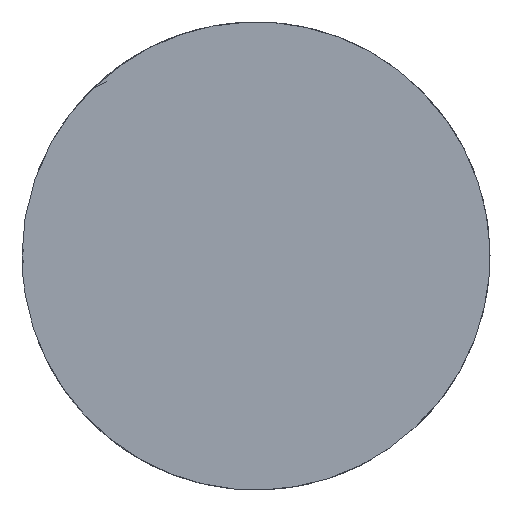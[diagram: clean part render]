
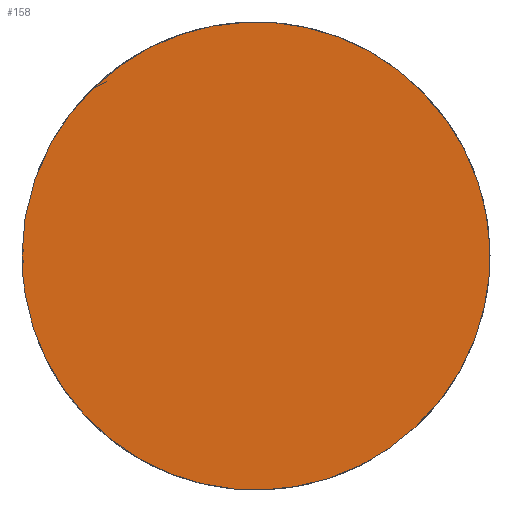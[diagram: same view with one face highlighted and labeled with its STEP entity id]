
A CAD part, left-side view. The second image highlights one B-rep face of the part: STEP entity #158.
In plain terms, the highlighted free-form (B-spline) face has degree [1, 1] with [2, 2] control points.
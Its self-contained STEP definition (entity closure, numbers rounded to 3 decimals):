
#87 = CARTESIAN_POINT ('', (-72., 5., 0.));
#88 = VERTEX_POINT ('', #87);
#96 = CARTESIAN_POINT ('', (-72., 5., 0.));
#97 = CARTESIAN_POINT ('', (-72., 5., 5.));
#98 = CARTESIAN_POINT ('', (-72., 0., 5.));
#99 = CARTESIAN_POINT ('', (-72., -5., 5.));
#100 = CARTESIAN_POINT ('', (-72., -5., 0.));
#101 = CARTESIAN_POINT ('', (-72., -5., -5.));
#102 = CARTESIAN_POINT ('', (-72., 0., -5.));
#103 = CARTESIAN_POINT ('', (-72., 5., -5.));
#104 = CARTESIAN_POINT ('', (-72., 5., 0.));
#105 = (
   BOUNDED_CURVE ()
   B_SPLINE_CURVE (2, (#96, #97, #98, #99, #100, #101, #102, #103, #104), .UNSPECIFIED., .T., .U.)
   B_SPLINE_CURVE_WITH_KNOTS ((3, 2, 2, 2, 3), (0., 0.25, 0.5, 0.75, 1.), .UNSPECIFIED.)
   CURVE ()
   GEOMETRIC_REPRESENTATION_ITEM ()
   RATIONAL_B_SPLINE_CURVE ((1., 0.707, 1., 0.707, 1., 0.707, 1., 0.707, 1.))
   REPRESENTATION_ITEM ('')
);
#106 = EDGE_CURVE ('', #88, #88, #105, .T.);
#150 = ORIENTED_EDGE ('', *, *, #106, .F.);
#151 = EDGE_LOOP ('', (#150));
#152 = FACE_OUTER_BOUND ('', #151, .T.);
#153 = CARTESIAN_POINT ('', (-72., -5.5, -5.5));
#154 = CARTESIAN_POINT ('', (-72., 5.5, -5.5));
#155 = CARTESIAN_POINT ('', (-72., -5.5, 5.5));
#156 = CARTESIAN_POINT ('', (-72., 5.5, 5.5));
#157 = B_SPLINE_SURFACE_WITH_KNOTS ('', 1, 1, ((#153, #154), (#155, #156)), .UNSPECIFIED., .F., .F., .U., (2, 2), (2, 2), (0., 1.), (0., 1.), .UNSPECIFIED.);
#158 = ADVANCED_FACE ('', (#152), #157, .T.);
